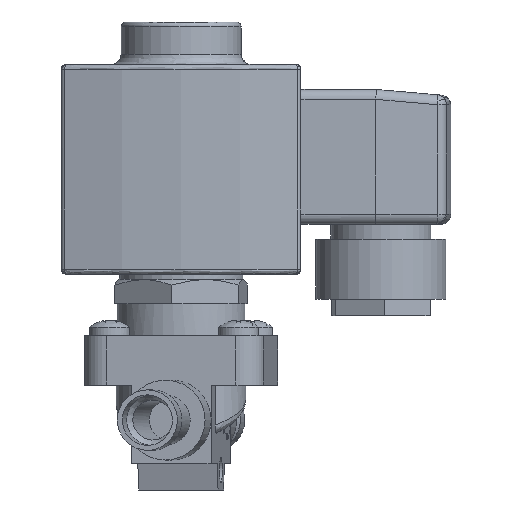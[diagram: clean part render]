
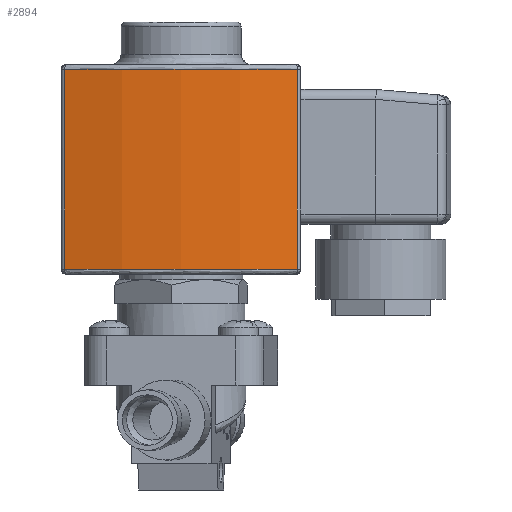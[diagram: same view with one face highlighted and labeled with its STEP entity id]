
A CAD part, front view. The second image highlights one B-rep face of the part: STEP entity #2894.
In plain terms, the highlighted cylindrical face has radius 82 mm (diameter 164 mm), a partial arc.
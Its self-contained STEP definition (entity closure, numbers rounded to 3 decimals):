
#1920=CARTESIAN_POINT('',(-70.172,-60.296,66.478));
#1921=VERTEX_POINT('',#1920);
#1929=CARTESIAN_POINT('',(-70.172,-60.296,106.478));
#1930=VERTEX_POINT('',#1929);
#1931=CARTESIAN_POINT('',(-70.172,-60.296,66.478));
#1932=DIRECTION('',(0.,0.,1.));
#1933=VECTOR('',#1932,40.);
#1934=LINE('',#1931,#1933);
#1935=EDGE_CURVE('NONE',#1921,#1930,#1934,.T.);
#2161=CARTESIAN_POINT('',(-23.604,-60.296,66.478));
#2162=VERTEX_POINT('',#2161);
#2191=CARTESIAN_POINT('',(-46.888,18.329,66.478));
#2192=DIRECTION('',(-0.,-0.,-1.));
#2193=DIRECTION('',(1.,0.,-0.));
#2194=AXIS2_PLACEMENT_3D('',#2191,#2192,#2193);
#2195=CIRCLE('',#2194,82.);
#2196=EDGE_CURVE('NONE',#2162,#1921,#2195,.T.);
#2679=CARTESIAN_POINT('',(-23.604,-60.296,106.478));
#2680=VERTEX_POINT('',#2679);
#2688=CARTESIAN_POINT('',(-23.604,-60.296,106.478));
#2689=DIRECTION('',(-0.,-0.,-1.));
#2690=VECTOR('',#2689,40.);
#2691=LINE('',#2688,#2690);
#2692=EDGE_CURVE('NONE',#2680,#2162,#2691,.T.);
#2796=CARTESIAN_POINT('',(-46.888,18.329,106.478));
#2797=DIRECTION('',(0.,0.,1.));
#2798=DIRECTION('',(1.,0.,-0.));
#2799=AXIS2_PLACEMENT_3D('',#2796,#2797,#2798);
#2800=CIRCLE('',#2799,82.);
#2801=EDGE_CURVE('NONE',#1930,#2680,#2800,.T.);
#2883=CARTESIAN_POINT('',(-46.888,18.329,65.478));
#2884=DIRECTION('',(0.,0.,1.));
#2885=DIRECTION('',(1.,0.,-0.));
#2886=AXIS2_PLACEMENT_3D('',#2883,#2884,#2885);
#2887=CYLINDRICAL_SURFACE('',#2886,82.);
#2888=ORIENTED_EDGE('',*,*,#2692,.F.);
#2889=ORIENTED_EDGE('',*,*,#2801,.F.);
#2890=ORIENTED_EDGE('',*,*,#1935,.F.);
#2891=ORIENTED_EDGE('',*,*,#2196,.F.);
#2892=EDGE_LOOP('',(#2888,#2889,#2890,#2891));
#2893=FACE_BOUND('',#2892,.T.);
#2894=ADVANCED_FACE('NONE',(#2893),#2887,.T.);
